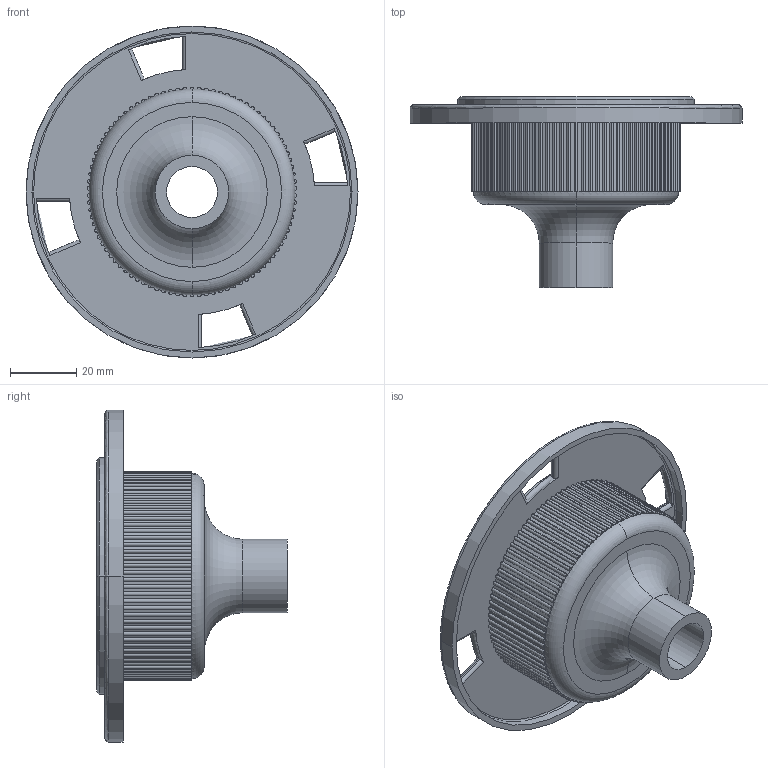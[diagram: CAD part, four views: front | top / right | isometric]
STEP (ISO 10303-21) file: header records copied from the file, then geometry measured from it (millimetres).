
FILE_DESCRIPTION (( 'STEP AP203' ), '1' );
FILE_NAME ('buttom_Filter Box v5 02 for 3D print.STEP', '2020-04-01T17:16:51', ( '' ), ( '' ), 'SwSTEP 2.0', 'SolidWorks 2014', '' );
FILE_SCHEMA (( 'CONFIG_CONTROL_DESIGN' ));
Length unit declared in the file: millimetre
Products named in the file (1): buttom_Filter Box v5 02 for 3D print
Bounding box: 100 x 57.5 x 100 mm (x, y, z)
Volume: 40001.4 mm3; surface area: 31643.2 mm2
Topology: 1 solids, 1 shells, 385 faces, 949 edges, 572 vertices
Faces by surface type: cylinder 263, plane 106, torus 8, bspline 4, cone 4
Entity records: 11882 total; most frequent: CARTESIAN_POINT 2311, DIRECTION 2275, ORIENTED_EDGE 1898, AXIS2_PLACEMENT_3D 992, EDGE_CURVE 949, CIRCLE 610, VERTEX_POINT 572, EDGE_LOOP 401
